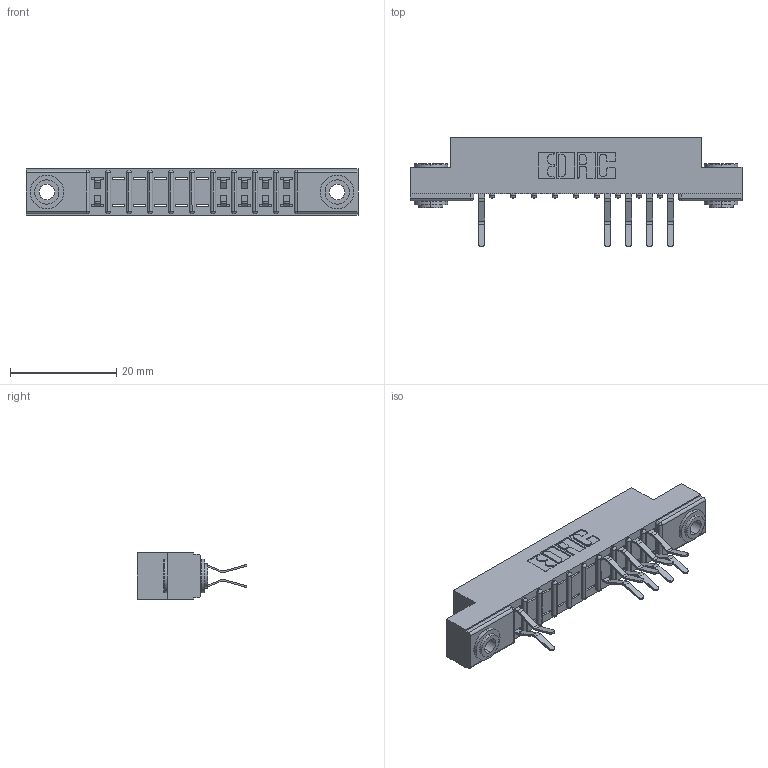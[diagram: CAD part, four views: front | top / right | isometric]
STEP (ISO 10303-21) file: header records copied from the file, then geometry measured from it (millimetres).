
FILE_DESCRIPTION (( 'STEP AP203' ), '1' );
FILE_NAME ('357-020-560-203.STEP', '2018-08-08T09:09:36', ( '' ), ( '' ), 'SwSTEP 2.0', 'SolidWorks 2016', '' );
FILE_SCHEMA (( 'CONFIG_CONTROL_DESIGN' ));
Length unit declared in the file: inch
Products named in the file (4): 307 Part_.156 Dia Mounting Holes; 307-290-001_560; 345-250-002_345-250-002-102; 357-020-560-203
Assembly tree (13 placements, depth 2):
  357-020-560-203
    307 Part_.156 Dia Mounting Holes
    307-290-001_560  x10
    345-250-002_345-250-002-102  x2
Bounding box: 62.64 x 20.73 x 8.71 mm (x, y, z)
Volume: 3982.7 mm3; surface area: 5967.1 mm2
Topology: 13 solids, 13 shells, 781 faces, 2175 edges, 1402 vertices
Faces by surface type: plane 484, cylinder 267, sphere 22, cone 8
Entity records: 13687 total; most frequent: CARTESIAN_POINT 2273, ORIENTED_EDGE 2250, DIRECTION 2245, EDGE_CURVE 1125, VECTOR 841, LINE 841, VERTEX_POINT 730, AXIS2_PLACEMENT_3D 702
